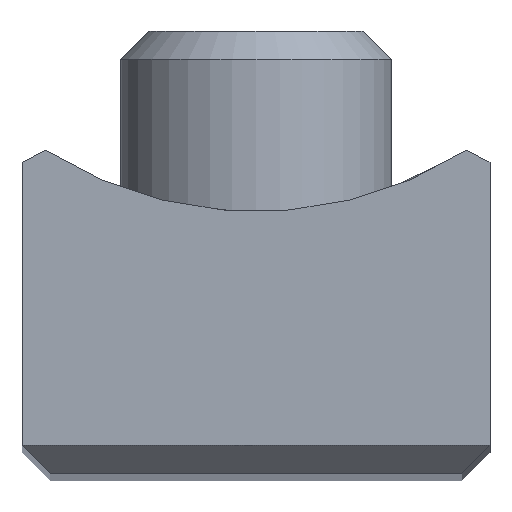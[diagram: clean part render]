
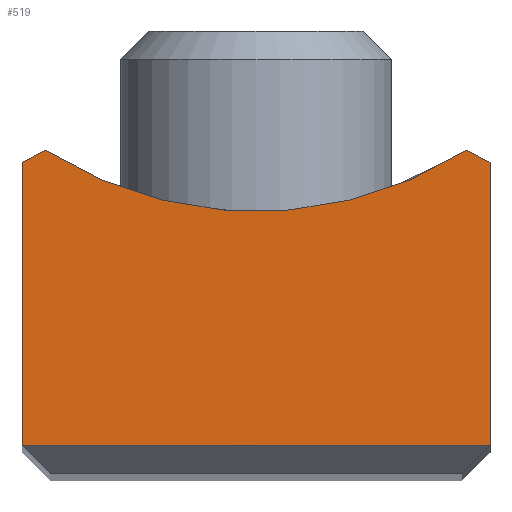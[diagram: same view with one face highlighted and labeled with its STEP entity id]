
A CAD part, top view. The second image highlights one B-rep face of the part: STEP entity #519.
In plain terms, the highlighted planar face has unit normal (0, 0, 1).
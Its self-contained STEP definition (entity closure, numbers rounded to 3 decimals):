
#60=CIRCLE('',#572,4.2);
#98=FACE_OUTER_BOUND('',#127,.T.);
#127=EDGE_LOOP('',(#378,#379,#380,#381,#382,#383));
#158=LINE('',#703,#198);
#164=LINE('',#713,#204);
#171=LINE('',#737,#211);
#172=LINE('',#739,#212);
#173=LINE('',#742,#213);
#198=VECTOR('',#604,10.);
#204=VECTOR('',#616,10.);
#211=VECTOR('',#625,10.);
#212=VECTOR('',#626,10.);
#213=VECTOR('',#629,10.);
#238=VERTEX_POINT('',#700);
#239=VERTEX_POINT('',#702);
#240=VERTEX_POINT('',#712);
#248=VERTEX_POINT('',#736);
#249=VERTEX_POINT('',#738);
#250=VERTEX_POINT('',#740);
#285=EDGE_CURVE('',#238,#239,#158,.T.);
#291=EDGE_CURVE('',#239,#240,#164,.T.);
#300=EDGE_CURVE('',#248,#238,#171,.T.);
#301=EDGE_CURVE('',#249,#248,#172,.T.);
#302=EDGE_CURVE('',#249,#250,#60,.T.);
#303=EDGE_CURVE('',#240,#250,#173,.T.);
#378=ORIENTED_EDGE('',*,*,#285,.F.);
#379=ORIENTED_EDGE('',*,*,#300,.F.);
#380=ORIENTED_EDGE('',*,*,#301,.F.);
#381=ORIENTED_EDGE('',*,*,#302,.T.);
#382=ORIENTED_EDGE('',*,*,#303,.F.);
#383=ORIENTED_EDGE('',*,*,#291,.F.);
#503=PLANE('',#571);
#519=ADVANCED_FACE('',(#98),#503,.T.);
#571=AXIS2_PLACEMENT_3D('',#735,#623,#624);
#572=AXIS2_PLACEMENT_3D('',#741,#627,#628);
#604=DIRECTION('',(-1.,0.,0.));
#616=DIRECTION('',(0.,1.,0.));
#623=DIRECTION('center_axis',(0.,0.,1.));
#624=DIRECTION('ref_axis',(0.,-1.,0.));
#625=DIRECTION('',(0.,-1.,0.));
#626=DIRECTION('',(0.885,-0.466,0.));
#627=DIRECTION('center_axis',(0.,0.,-1.));
#628=DIRECTION('ref_axis',(0.,-1.,0.));
#629=DIRECTION('',(0.885,0.466,0.));
#700=CARTESIAN_POINT('',(2.5,-6.7,20.));
#702=CARTESIAN_POINT('',(-2.5,-6.7,20.));
#703=CARTESIAN_POINT('',(0.,-6.7,20.));
#712=CARTESIAN_POINT('',(-2.5,-3.675,20.));
#713=CARTESIAN_POINT('',(-2.5,-3.,20.));
#735=CARTESIAN_POINT('Origin',(0.,-3.,20.));
#736=CARTESIAN_POINT('',(2.5,-3.675,20.));
#737=CARTESIAN_POINT('',(2.5,-3.,20.));
#738=CARTESIAN_POINT('',(2.253,-3.545,20.));
#739=CARTESIAN_POINT('',(1.32,-3.054,20.));
#740=CARTESIAN_POINT('',(-2.253,-3.545,20.));
#741=CARTESIAN_POINT('Origin',(0.,0.,20.));
#742=CARTESIAN_POINT('',(-1.32,-3.054,20.));
